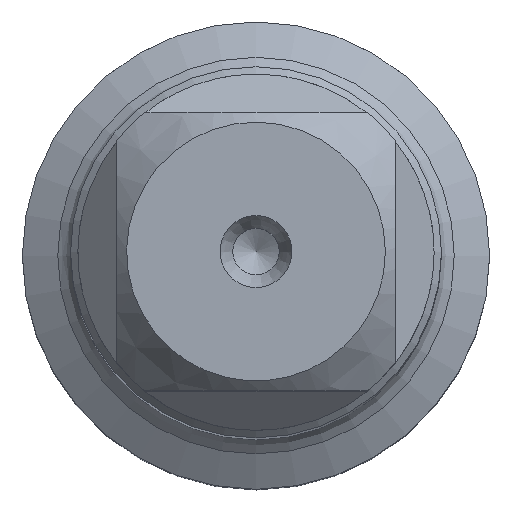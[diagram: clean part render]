
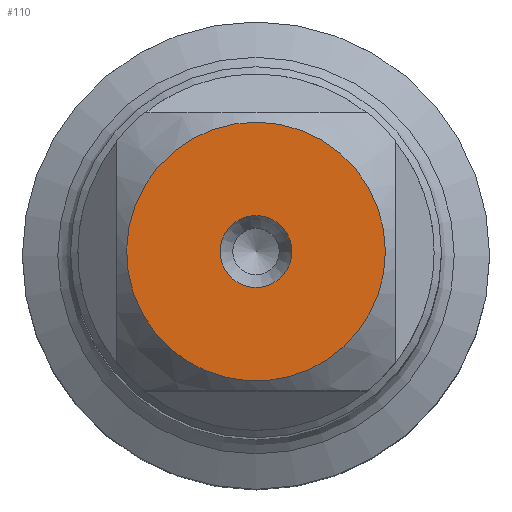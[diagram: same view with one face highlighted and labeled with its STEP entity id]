
A CAD part, top view. The second image highlights one B-rep face of the part: STEP entity #110.
In plain terms, the highlighted planar face has unit normal (0, 0, 1).
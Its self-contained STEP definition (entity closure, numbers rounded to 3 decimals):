
#82=PLANE('',#471);
#110=ADVANCED_FACE('',(#152,#153),#82,.F.);
#152=FACE_BOUND('',#190,.T.);
#153=FACE_BOUND('',#191,.T.);
#190=EDGE_LOOP('',(#236));
#191=EDGE_LOOP('',(#237));
#236=ORIENTED_EDGE('',*,*,#351,.T.);
#237=ORIENTED_EDGE('',*,*,#352,.T.);
#315=VERTEX_POINT('',#694);
#316=VERTEX_POINT('',#696);
#351=EDGE_CURVE('',#315,#315,#393,.T.);
#352=EDGE_CURVE('',#316,#316,#394,.T.);
#393=CIRCLE('',#469,1.55);
#394=CIRCLE('',#470,5.58);
#469=AXIS2_PLACEMENT_3D('',#693,#545,#546);
#470=AXIS2_PLACEMENT_3D('',#695,#547,#548);
#471=AXIS2_PLACEMENT_3D('',#697,#549,#550);
#545=DIRECTION('',(0.,0.,-1.));
#546=DIRECTION('',(-1.,0.,0.));
#547=DIRECTION('',(0.,0.,1.));
#548=DIRECTION('',(1.,0.,0.));
#549=DIRECTION('',(0.,0.,-1.));
#550=DIRECTION('',(-1.,0.,0.));
#693=CARTESIAN_POINT('',(0.,0.,0.));
#694=CARTESIAN_POINT('',(-1.55,0.,0.));
#695=CARTESIAN_POINT('',(0.,0.,0.));
#696=CARTESIAN_POINT('',(5.58,0.,0.));
#697=CARTESIAN_POINT('',(8.2,0.,0.));
